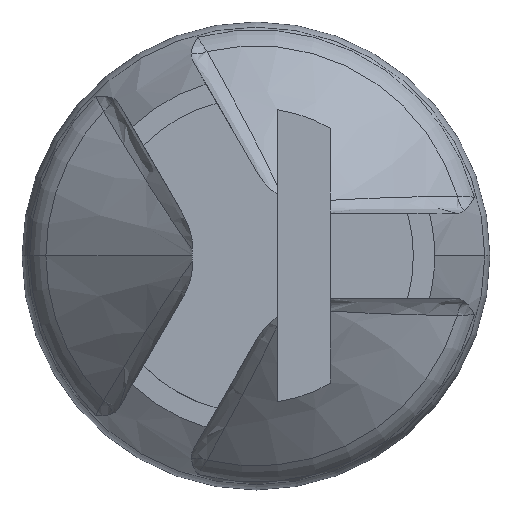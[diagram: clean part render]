
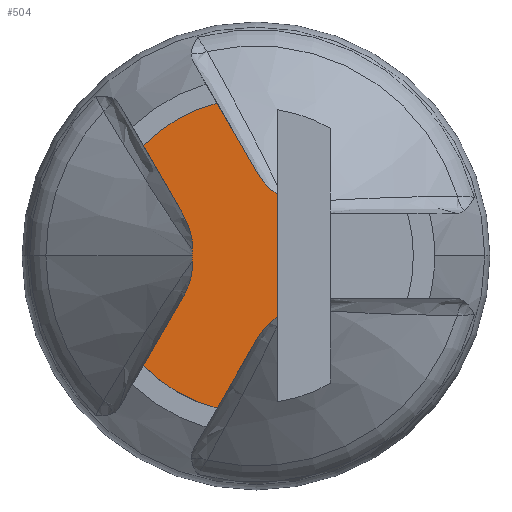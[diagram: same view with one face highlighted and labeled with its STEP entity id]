
A CAD part, top view. The second image highlights one B-rep face of the part: STEP entity #504.
In plain terms, the highlighted planar face has unit normal (0, 0, 1).
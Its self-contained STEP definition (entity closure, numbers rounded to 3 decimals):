
#4 = CARTESIAN_POINT ( 'NONE',  ( -5.294, -5.17, 10. ) ) ;
#10 = EDGE_CURVE ( 'NONE', #1703, #115, #176, .T. ) ;
#12 = CARTESIAN_POINT ( 'NONE',  ( -1.83, 7.17, 10. ) ) ;
#16 = CARTESIAN_POINT ( 'NONE',  ( 1., -9., 10. ) ) ;
#18 = CIRCLE ( 'NONE', #941, 3. ) ;
#21 = DIRECTION ( 'NONE',  ( 0., 0., 1. ) ) ;
#45 = CARTESIAN_POINT ( 'NONE',  ( 0.625, -3.165, 10. ) ) ;
#115 = VERTEX_POINT ( 'NONE', #1750 ) ;
#120 = CARTESIAN_POINT ( 'NONE',  ( -3.044, 0.98, 10. ) ) ;
#133 = CIRCLE ( 'NONE', #1139, 7.4 ) ;
#161 = VECTOR ( 'NONE', #1302, 1000. ) ;
#176 = LINE ( 'NONE', #730, #715 ) ;
#223 = DIRECTION ( 'NONE',  ( 0., 0., 1. ) ) ;
#252 = CARTESIAN_POINT ( 'NONE',  ( -1.83, -7.17, 10. ) ) ;
#256 = ORIENTED_EDGE ( 'NONE', *, *, #1276, .T. ) ;
#324 = FACE_OUTER_BOUND ( 'NONE', #741, .T. ) ;
#325 = LINE ( 'NONE', #877, #161 ) ;
#344 = CARTESIAN_POINT ( 'NONE',  ( 0.311, 3.512, 10. ) ) ;
#346 = CARTESIAN_POINT ( 'NONE',  ( 0., 0., 10. ) ) ;
#349 = B_SPLINE_CURVE_WITH_KNOTS ( 'NONE', 3,
 ( #1779, #515, #1447, #902, #1590, #1740, #887, #507 ),
 .UNSPECIFIED., .F., .F.,
 ( 4, 2, 2, 4 ),
 ( 0., 0., 0.001, 0.002 ),
 .UNSPECIFIED. ) ;
#370 = ORIENTED_EDGE ( 'NONE', *, *, #1601, .T. ) ;
#379 = AXIS2_PLACEMENT_3D ( 'NONE', #1691, #462, #445 ) ;
#433 = CARTESIAN_POINT ( 'NONE',  ( -5.294, 5.17, 10. ) ) ;
#445 = DIRECTION ( 'NONE',  ( 1., 0., 0. ) ) ;
#448 = ORIENTED_EDGE ( 'NONE', *, *, #1778, .F. ) ;
#450 = EDGE_CURVE ( 'NONE', #115, #1096, #993, .T. ) ;
#451 = CARTESIAN_POINT ( 'NONE',  ( 0.309, -3.515, 10. ) ) ;
#456 = AXIS2_PLACEMENT_3D ( 'NONE', #617, #1126, #881 ) ;
#462 = DIRECTION ( 'NONE',  ( 0., 0., 1. ) ) ;
#466 = EDGE_CURVE ( 'NONE', #643, #945, #838, .T. ) ;
#468 = CARTESIAN_POINT ( 'NONE',  ( 1., 2.871, 10. ) ) ;
#475 = CARTESIAN_POINT ( 'NONE',  ( 0.17, -3.705, 10. ) ) ;
#504 = ADVANCED_FACE ( 'NONE', ( #324 ), #1403, .T. ) ;
#507 = CARTESIAN_POINT ( 'NONE',  ( -3.413, -1.911, 10. ) ) ;
#515 = CARTESIAN_POINT ( 'NONE',  ( -2.976, -0.409, 10. ) ) ;
#526 = CARTESIAN_POINT ( 'NONE',  ( 1., 2.871, 10. ) ) ;
#553 = CARTESIAN_POINT ( 'NONE',  ( -3.015, 0.837, 10. ) ) ;
#555 = ORIENTED_EDGE ( 'NONE', *, *, #466, .T. ) ;
#579 = ORIENTED_EDGE ( 'NONE', *, *, #10, .T. ) ;
#590 = DIRECTION ( 'NONE',  ( 1., 0., 0. ) ) ;
#598 = ORIENTED_EDGE ( 'NONE', *, *, #1241, .F. ) ;
#603 = ORIENTED_EDGE ( 'NONE', *, *, #683, .T. ) ;
#609 = VECTOR ( 'NONE', #1275, 1000. ) ;
#615 = CARTESIAN_POINT ( 'NONE',  ( 0., 0., 10. ) ) ;
#617 = CARTESIAN_POINT ( 'NONE',  ( 0., 0., 10. ) ) ;
#629 = CARTESIAN_POINT ( 'NONE',  ( 0.052, 3.911, 10. ) ) ;
#636 = DIRECTION ( 'NONE',  ( 1., 0., 0. ) ) ;
#643 = VERTEX_POINT ( 'NONE', #846 ) ;
#649 = CARTESIAN_POINT ( 'NONE',  ( -2.988, 0.264, 10. ) ) ;
#682 = VERTEX_POINT ( 'NONE', #629 ) ;
#683 = EDGE_CURVE ( 'NONE', #1354, #1703, #133, .T. ) ;
#715 = VECTOR ( 'NONE', #1263, 1000. ) ;
#724 = CARTESIAN_POINT ( 'NONE',  ( -1.732, 1., 10. ) ) ;
#730 = CARTESIAN_POINT ( 'NONE',  ( 1.732, -1., 10. ) ) ;
#741 = EDGE_LOOP ( 'NONE', ( #1117, #256, #448, #1608, #370, #1039, #1711, #555, #1528, #598, #603, #579, #1723 ) ) ;
#755 = LINE ( 'NONE', #766, #855 ) ;
#766 = CARTESIAN_POINT ( 'NONE',  ( -1.732, -1., 10. ) ) ;
#826 = B_SPLINE_CURVE_WITH_KNOTS ( 'NONE', 3,
 ( #1467, #1616, #1202, #120, #553, #1353, #1523, #1217 ),
 .UNSPECIFIED., .F., .F.,
 ( 4, 2, 2, 4 ),
 ( 0., 0.001, 0.001, 0.002 ),
 .UNSPECIFIED. ) ;
#836 = CARTESIAN_POINT ( 'NONE',  ( -3.413, 1.911, 10. ) ) ;
#838 = CIRCLE ( 'NONE', #379, 3. ) ;
#846 = CARTESIAN_POINT ( 'NONE',  ( -3., 0., 10. ) ) ;
#855 = VECTOR ( 'NONE', #1628, 1000. ) ;
#865 = DIRECTION ( 'NONE',  ( 0., 0., 1. ) ) ;
#877 = CARTESIAN_POINT ( 'NONE',  ( 1.732, 1., 10. ) ) ;
#881 = DIRECTION ( 'NONE',  ( -1., 0., 0. ) ) ;
#887 = CARTESIAN_POINT ( 'NONE',  ( -3.268, -1.66, 10. ) ) ;
#902 = CARTESIAN_POINT ( 'NONE',  ( -3.015, -0.837, 10. ) ) ;
#911 = B_SPLINE_CURVE_WITH_KNOTS ( 'NONE', 3,
 ( #468, #1412, #1567, #344, #1324, #1033 ),
 .UNSPECIFIED., .F., .F.,
 ( 4, 2, 4 ),
 ( 0., 0.001, 0.001 ),
 .UNSPECIFIED. ) ;
#941 = AXIS2_PLACEMENT_3D ( 'NONE', #615, #21, #590 ) ;
#945 = VERTEX_POINT ( 'NONE', #1298 ) ;
#993 = B_SPLINE_CURVE_WITH_KNOTS ( 'NONE', 3,
 ( #1732, #475, #451, #45, #1135, #1287 ),
 .UNSPECIFIED., .F., .F.,
 ( 4, 2, 4 ),
 ( 0., 0.001, 0.001 ),
 .UNSPECIFIED. ) ;
#1016 = VERTEX_POINT ( 'NONE', #433 ) ;
#1029 = CARTESIAN_POINT ( 'NONE',  ( 0., 0., 10. ) ) ;
#1033 = CARTESIAN_POINT ( 'NONE',  ( 0.052, 3.911, 10. ) ) ;
#1039 = ORIENTED_EDGE ( 'NONE', *, *, #1340, .T. ) ;
#1059 = EDGE_CURVE ( 'NONE', #1016, #1689, #1261, .T. ) ;
#1096 = VERTEX_POINT ( 'NONE', #1134 ) ;
#1117 = ORIENTED_EDGE ( 'NONE', *, *, #1503, .F. ) ;
#1126 = DIRECTION ( 'NONE',  ( 0., 0., -1. ) ) ;
#1134 = CARTESIAN_POINT ( 'NONE',  ( 1., -2.871, 10. ) ) ;
#1135 = CARTESIAN_POINT ( 'NONE',  ( 0.802, -3.004, 10. ) ) ;
#1139 = AXIS2_PLACEMENT_3D ( 'NONE', #346, #223, #636 ) ;
#1152 = VERTEX_POINT ( 'NONE', #836 ) ;
#1157 = CARTESIAN_POINT ( 'NONE',  ( -3.413, -1.911, 10. ) ) ;
#1202 = CARTESIAN_POINT ( 'NONE',  ( -3.158, 1.396, 10. ) ) ;
#1217 = CARTESIAN_POINT ( 'NONE',  ( -2.988, 0.264, 10. ) ) ;
#1230 = VECTOR ( 'NONE', #1499, 1000. ) ;
#1241 = EDGE_CURVE ( 'NONE', #1354, #1442, #1555, .T. ) ;
#1261 = CIRCLE ( 'NONE', #456, 7.4 ) ;
#1263 = DIRECTION ( 'NONE',  ( 0.5, 0.866, 0. ) ) ;
#1275 = DIRECTION ( 'NONE',  ( 0.5, 0.866, 0. ) ) ;
#1276 = EDGE_CURVE ( 'NONE', #1509, #682, #911, .T. ) ;
#1287 = CARTESIAN_POINT ( 'NONE',  ( 1., -2.871, 10. ) ) ;
#1289 = EDGE_CURVE ( 'NONE', #945, #1442, #349, .T. ) ;
#1298 = CARTESIAN_POINT ( 'NONE',  ( -2.988, -0.264, 10. ) ) ;
#1302 = DIRECTION ( 'NONE',  ( 0.5, -0.866, 0. ) ) ;
#1324 = CARTESIAN_POINT ( 'NONE',  ( 0.17, 3.705, 10. ) ) ;
#1340 = EDGE_CURVE ( 'NONE', #1152, #1627, #826, .T. ) ;
#1353 = CARTESIAN_POINT ( 'NONE',  ( -2.981, 0.552, 10. ) ) ;
#1354 = VERTEX_POINT ( 'NONE', #4 ) ;
#1403 = PLANE ( 'NONE',  #1546 ) ;
#1412 = CARTESIAN_POINT ( 'NONE',  ( 0.802, 3.004, 10. ) ) ;
#1425 = DIRECTION ( 'NONE',  ( 1., 0., 0. ) ) ;
#1442 = VERTEX_POINT ( 'NONE', #1157 ) ;
#1447 = CARTESIAN_POINT ( 'NONE',  ( -2.981, -0.552, 10. ) ) ;
#1467 = CARTESIAN_POINT ( 'NONE',  ( -3.413, 1.911, 10. ) ) ;
#1499 = DIRECTION ( 'NONE',  ( 0., -1., 0. ) ) ;
#1503 = EDGE_CURVE ( 'NONE', #1509, #1096, #1662, .T. ) ;
#1509 = VERTEX_POINT ( 'NONE', #526 ) ;
#1523 = CARTESIAN_POINT ( 'NONE',  ( -2.976, 0.409, 10. ) ) ;
#1528 = ORIENTED_EDGE ( 'NONE', *, *, #1289, .T. ) ;
#1546 = AXIS2_PLACEMENT_3D ( 'NONE', #1029, #865, #1425 ) ;
#1555 = LINE ( 'NONE', #724, #609 ) ;
#1567 = CARTESIAN_POINT ( 'NONE',  ( 0.628, 3.162, 10. ) ) ;
#1590 = CARTESIAN_POINT ( 'NONE',  ( -3.044, -0.979, 10. ) ) ;
#1601 = EDGE_CURVE ( 'NONE', #1016, #1152, #755, .T. ) ;
#1608 = ORIENTED_EDGE ( 'NONE', *, *, #1059, .F. ) ;
#1616 = CARTESIAN_POINT ( 'NONE',  ( -3.268, 1.66, 10. ) ) ;
#1627 = VERTEX_POINT ( 'NONE', #649 ) ;
#1628 = DIRECTION ( 'NONE',  ( 0.5, -0.866, 0. ) ) ;
#1662 = LINE ( 'NONE', #16, #1230 ) ;
#1689 = VERTEX_POINT ( 'NONE', #12 ) ;
#1691 = CARTESIAN_POINT ( 'NONE',  ( 0., 0., 10. ) ) ;
#1703 = VERTEX_POINT ( 'NONE', #252 ) ;
#1711 = ORIENTED_EDGE ( 'NONE', *, *, #1777, .T. ) ;
#1723 = ORIENTED_EDGE ( 'NONE', *, *, #450, .T. ) ;
#1732 = CARTESIAN_POINT ( 'NONE',  ( 0.052, -3.911, 10. ) ) ;
#1740 = CARTESIAN_POINT ( 'NONE',  ( -3.158, -1.396, 10. ) ) ;
#1750 = CARTESIAN_POINT ( 'NONE',  ( 0.052, -3.911, 10. ) ) ;
#1777 = EDGE_CURVE ( 'NONE', #1627, #643, #18, .T. ) ;
#1778 = EDGE_CURVE ( 'NONE', #1689, #682, #325, .T. ) ;
#1779 = CARTESIAN_POINT ( 'NONE',  ( -2.988, -0.264, 10. ) ) ;
